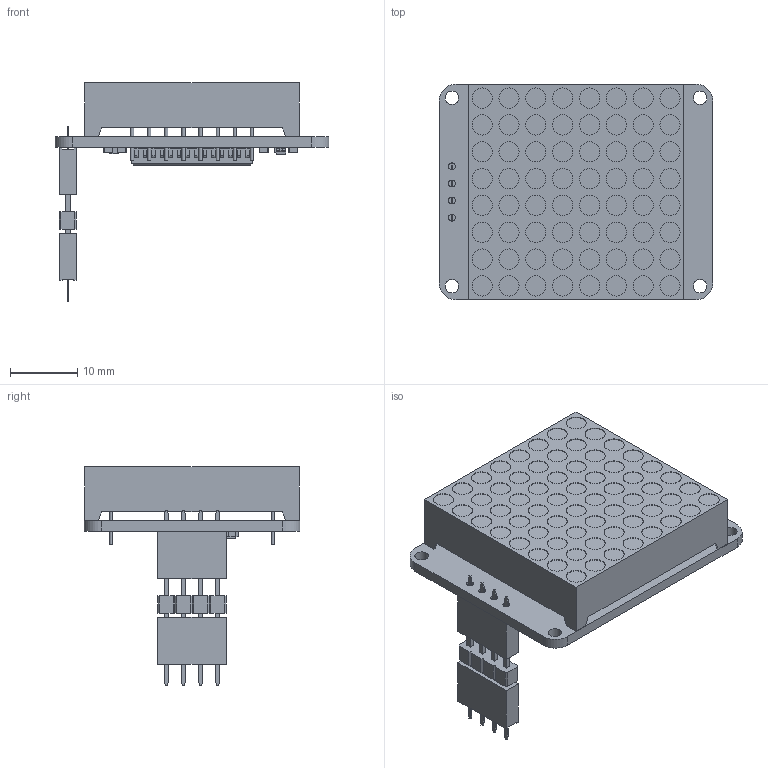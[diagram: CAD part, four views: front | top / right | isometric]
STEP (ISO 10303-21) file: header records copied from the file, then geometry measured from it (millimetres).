
FILE_DESCRIPTION(('FreeCAD Model'),'2;1');
FILE_NAME('Open CASCADE Shape Model','2023-04-13T19:07:13',( 'kicad StepUp'),('ksu MCAD'),'Open CASCADE STEP processor 7.5', 'FreeCAD','Unknown');
FILE_SCHEMA(('AUTOMOTIVE_DESIGN { 1 0 10303 214 1 1 1 1 }'));
Length unit declared in the file: millimetre
Products named in the file (1): LED_matrix_8x8_socket
Bounding box: 40.64 x 32 x 32.44 mm (x, y, z)
Volume: 8055.5 mm3; surface area: 7589.4 mm2
Topology: 4 solids, 4 shells, 1252 faces, 3114 edges, 1904 vertices
Faces by surface type: plane 812, cylinder 360, sphere 80
Full cylindrical faces by diameter (mm): 0.3 x1, 0.5 x27, 0.8 x16, 1.016 x4, 2 x4, 3 x64
Entity records: 45096 total; most frequent: DIRECTION 6260, CARTESIAN_POINT 6191, ORIENTED_EDGE 6068, EDGE_CURVE 3034, LINE 2314, VECTOR 2314, AXIS2_PLACEMENT_3D 1973, VERTEX_POINT 1904
